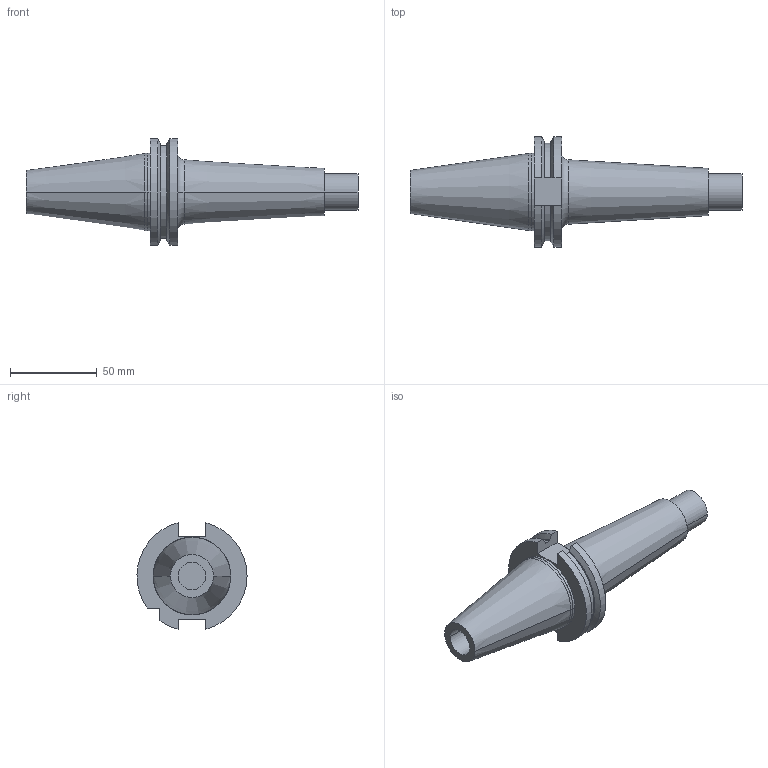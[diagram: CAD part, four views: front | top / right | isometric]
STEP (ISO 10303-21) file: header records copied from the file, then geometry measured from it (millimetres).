
FILE_DESCRIPTION((''),'2;1');
FILE_NAME('8441761000','2021-03-29T13:44:57',('thiemer'),(''),'CREO PARAMETRIC BY PTC INC, 2020053','CREO PARAMETRIC BY PTC INC, 2020053','');
FILE_SCHEMA(('AP242_MANAGED_MODEL_BASED_3D_ENGINEERING_MIM_LF { 1 0 10303 442 1 1 4 }'));
Length unit declared in the file: millimetre
Products named in the file (1): 8441761000
Bounding box: 191.7 x 63.54 x 61.48 mm (x, y, z)
Volume: 165446.8 mm3; surface area: 33806.9 mm2
Topology: 1 solids, 1 shells, 58 faces, 162 edges, 114 vertices
Faces by surface type: plane 23, cylinder 19, cone 14, torus 2
Entity records: 2862 total; most frequent: CARTESIAN_POINT 386, DIRECTION 378, ORIENTED_EDGE 282, PRESENTATION_STYLE_ASSIGNMENT 178, STYLED_ITEM 178, CURVE_STYLE 177, EDGE_CURVE 141, AXIS2_PLACEMENT_3D 140
